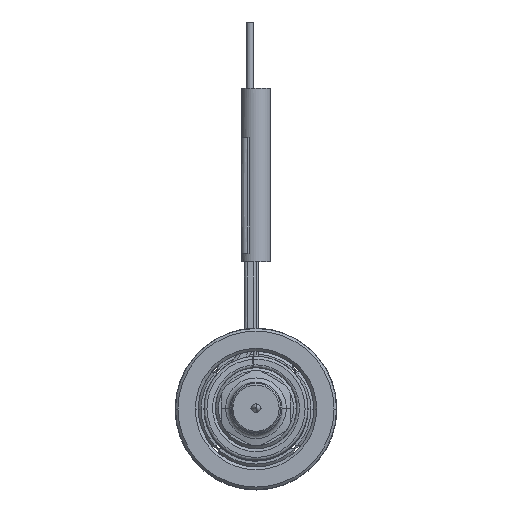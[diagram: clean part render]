
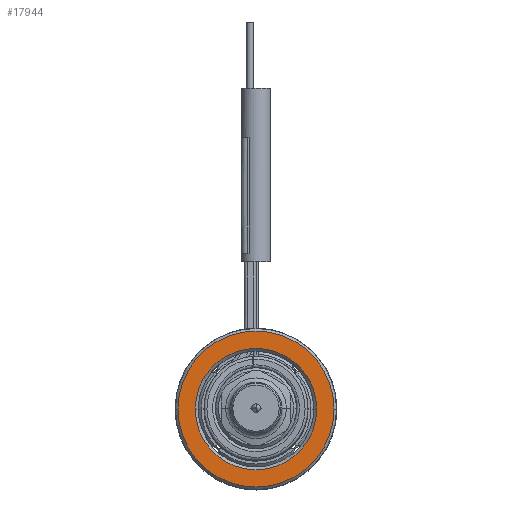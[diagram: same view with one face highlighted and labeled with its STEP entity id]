
A CAD part, top view. The second image highlights one B-rep face of the part: STEP entity #17944.
In plain terms, the highlighted planar face has unit normal (0, 0, 1).
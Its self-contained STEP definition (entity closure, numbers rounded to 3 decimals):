
#6116=CARTESIAN_POINT('',(0.,0.,22.));
#6117=DIRECTION('',(0.,0.,-1.));
#6118=DIRECTION('',(-1.,0.,0.));
#6119=AXIS2_PLACEMENT_3D('',#6116,#6117,#6118);
#6130=CARTESIAN_POINT('',(0.,0.,
22.));
#6131=DIRECTION('',(0.,0.,-1.));
#6132=DIRECTION('',(1.,0.,0.));
#6133=AXIS2_PLACEMENT_3D('',#6130,#6131,#6132);
#6144=CARTESIAN_POINT('',(0.,0.,
22.));
#6145=DIRECTION('',(0.,0.,-1.));
#6146=DIRECTION('',(1.,0.,0.));
#6147=AXIS2_PLACEMENT_3D('',#6144,#6145,#6146);
#6158=CARTESIAN_POINT('',(0.,0.,
22.));
#6159=DIRECTION('',(0.,0.,-1.));
#6160=DIRECTION('',(-1.,0.,0.));
#6161=AXIS2_PLACEMENT_3D('',#6158,#6159,#6160);
#7560=CARTESIAN_POINT('',(13.5,0.,22.));
#7561=CARTESIAN_POINT('',(-13.5,0.,22.));
#7562=VERTEX_POINT('',#7560);
#7563=VERTEX_POINT('',#7561);
#7564=CARTESIAN_POINT('',(10.5,0.,22.));
#7565=CARTESIAN_POINT('',(-10.5,0.,22.));
#7566=VERTEX_POINT('',#7564);
#7567=VERTEX_POINT('',#7565);
#17929=CARTESIAN_POINT('',(0.,0.,22.));
#17930=DIRECTION('',(0.,0.,1.));
#17931=DIRECTION('',(-1.,0.,0.));
#17932=AXIS2_PLACEMENT_3D('',#17929,#17930,#17931);
#17933=PLANE('',#17932);
#17934=ORIENTED_EDGE('',*,*,#17911,.T.);
#17935=ORIENTED_EDGE('',*,*,#17896,.T.);
#17936=EDGE_LOOP('',(#17934,#17935));
#17937=FACE_OUTER_BOUND('',#17936,.F.);
#17939=ORIENTED_EDGE('',*,*,#17938,.F.);
#17941=ORIENTED_EDGE('',*,*,#17940,.F.);
#17942=EDGE_LOOP('',(#17939,#17941));
#17943=FACE_BOUND('',#17942,.F.);
#6120=CIRCLE('',#6119,13.5);
#6134=CIRCLE('',#6133,13.5);
#6148=CIRCLE('',#6147,10.5);
#6162=CIRCLE('',#6161,10.5);
#17896=EDGE_CURVE('',#7563,#7562,#6120,.T.);
#17911=EDGE_CURVE('',#7562,#7563,#6134,.T.);
#17938=EDGE_CURVE('',#7566,#7567,#6148,.T.);
#17940=EDGE_CURVE('',#7567,#7566,#6162,.T.);
#17944=ADVANCED_FACE('',(#17937,#17943),#17933,.T.);
